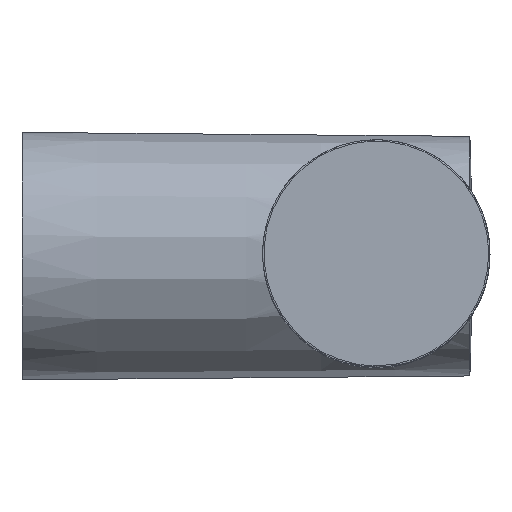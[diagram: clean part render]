
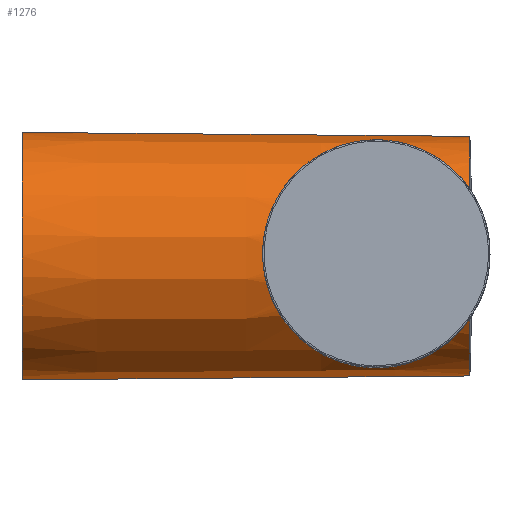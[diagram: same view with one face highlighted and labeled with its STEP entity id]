
A CAD part, top view. The second image highlights one B-rep face of the part: STEP entity #1276.
In plain terms, the highlighted conical face has half-angle 0.5 degrees and reference radius 18.5 mm.
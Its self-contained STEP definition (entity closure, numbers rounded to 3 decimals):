
#160=B_SPLINE_CURVE_WITH_KNOTS('',3,(#1884,#1885,#1886,#1887),
 .UNSPECIFIED.,.F.,.F.,(4,4),(0.025,0.034),
 .UNSPECIFIED.);
#161=B_SPLINE_CURVE_WITH_KNOTS('',3,(#1889,#1890,#1891,#1892,#1893,#1894,
#1895,#1896,#1897,#1898,#1899,#1900,#1901,#1902,#1903,#1904,#1905,#1906,
#1907),.UNSPECIFIED.,.F.,.F.,(4,1,1,1,1,1,1,1,1,1,1,1,1,1,1,1,4),(0.054,
0.057,0.06,0.063,0.065,
0.068,0.071,0.074,0.077,
0.079,0.082,0.085,0.088,
0.091,0.093,0.096,0.099),
 .UNSPECIFIED.);
#162=B_SPLINE_CURVE_WITH_KNOTS('',3,(#1909,#1910,#1911,#1912),
 .UNSPECIFIED.,.F.,.F.,(4,4),(0.037,0.046),
 .UNSPECIFIED.);
#163=B_SPLINE_CURVE_WITH_KNOTS('',3,(#1916,#1917,#1918,#1919),
 .UNSPECIFIED.,.F.,.F.,(4,4),(0.041,0.046),
 .UNSPECIFIED.);
#164=B_SPLINE_CURVE_WITH_KNOTS('',3,(#1921,#1922,#1923,#1924,#1925,#1926,
#1927,#1928,#1929,#1930,#1931,#1932,#1933,#1934,#1935,#1936,#1937,#1938,
#1939,#1940),.UNSPECIFIED.,.F.,.F.,(4,1,1,1,1,1,1,1,1,1,1,1,1,1,1,1,1,4),
(0.04,0.044,0.048,0.051,
0.055,0.059,0.063,0.065,
0.066,0.07,0.074,0.078,
0.081,0.085,0.089,0.093,
0.096,0.1),.UNSPECIFIED.);
#165=B_SPLINE_CURVE_WITH_KNOTS('',3,(#1942,#1943,#1944,#1945),
 .UNSPECIFIED.,.F.,.F.,(4,4),(0.025,0.031),
 .UNSPECIFIED.);
#262=ORIENTED_EDGE('',*,*,#521,.T.);
#263=ORIENTED_EDGE('',*,*,#522,.T.);
#264=ORIENTED_EDGE('',*,*,#523,.T.);
#265=ORIENTED_EDGE('',*,*,#524,.T.);
#266=ORIENTED_EDGE('',*,*,#525,.T.);
#267=ORIENTED_EDGE('',*,*,#526,.T.);
#268=ORIENTED_EDGE('',*,*,#527,.F.);
#269=ORIENTED_EDGE('',*,*,#528,.T.);
#270=ORIENTED_EDGE('',*,*,#529,.F.);
#521=EDGE_CURVE('',#653,#653,#779,.T.);
#522=EDGE_CURVE('',#654,#655,#780,.T.);
#523=EDGE_CURVE('',#655,#656,#160,.T.);
#524=EDGE_CURVE('',#656,#657,#161,.T.);
#525=EDGE_CURVE('',#657,#658,#162,.T.);
#526=EDGE_CURVE('',#658,#659,#781,.T.);
#527=EDGE_CURVE('',#660,#659,#163,.T.);
#528=EDGE_CURVE('',#660,#661,#164,.T.);
#529=EDGE_CURVE('',#654,#661,#165,.T.);
#653=VERTEX_POINT('',#1880);
#654=VERTEX_POINT('',#1882);
#655=VERTEX_POINT('',#1883);
#656=VERTEX_POINT('',#1888);
#657=VERTEX_POINT('',#1908);
#658=VERTEX_POINT('',#1913);
#659=VERTEX_POINT('',#1915);
#660=VERTEX_POINT('',#1920);
#661=VERTEX_POINT('',#1941);
#779=CIRCLE('',#1435,18.5);
#780=CIRCLE('',#1436,17.916);
#781=CIRCLE('',#1437,17.916);
#803=EDGE_LOOP('',(#262));
#804=EDGE_LOOP('',(#263,#264,#265,#266,#267,#268,#269,#270));
#1037=FACE_BOUND('',#803,.T.);
#1038=FACE_BOUND('',#804,.T.);
#1271=CONICAL_SURFACE('',#1434,18.5,0.009);
#1276=ADVANCED_FACE('',(#1037,#1038),#1271,.T.);
#1434=AXIS2_PLACEMENT_3D('',#1878,#1581,#1582);
#1435=AXIS2_PLACEMENT_3D('',#1879,#1583,#1584);
#1436=AXIS2_PLACEMENT_3D('',#1881,#1585,#1586);
#1437=AXIS2_PLACEMENT_3D('',#1914,#1587,#1588);
#1581=DIRECTION('',(-1.,0.,0.));
#1582=DIRECTION('',(0.,0.,-1.));
#1583=DIRECTION('',(1.,0.,0.));
#1584=DIRECTION('',(0.,0.,1.));
#1585=DIRECTION('',(-1.,0.,0.));
#1586=DIRECTION('',(0.,0.,-1.));
#1587=DIRECTION('',(-1.,0.,0.));
#1588=DIRECTION('',(0.,0.,-1.));
#1878=CARTESIAN_POINT('',(0.,0.,0.));
#1879=CARTESIAN_POINT('',(0.,0.,0.));
#1880=CARTESIAN_POINT('',(0.,0.,18.5));
#1881=CARTESIAN_POINT('',(66.975,0.,0.));
#1882=CARTESIAN_POINT('',(66.975,9.25,15.343));
#1883=CARTESIAN_POINT('',(66.975,9.25,-15.343));
#1884=CARTESIAN_POINT('',(66.975,9.25,-15.343));
#1885=CARTESIAN_POINT('',(64.042,9.25,-15.373));
#1886=CARTESIAN_POINT('',(61.11,9.25,-15.403));
#1887=CARTESIAN_POINT('',(58.177,9.25,-15.432));
#1888=CARTESIAN_POINT('',(58.177,9.25,-15.432));
#1889=CARTESIAN_POINT('',(58.177,9.25,-15.432));
#1890=CARTESIAN_POINT('',(57.38,9.696,-15.173));
#1891=CARTESIAN_POINT('',(55.675,10.383,-14.727));
#1892=CARTESIAN_POINT('',(52.843,10.727,-14.501));
#1893=CARTESIAN_POINT('',(50.026,10.301,-14.848));
#1894=CARTESIAN_POINT('',(47.503,9.199,-15.6));
#1895=CARTESIAN_POINT('',(45.366,7.516,-16.516));
#1896=CARTESIAN_POINT('',(43.729,5.373,-17.362));
#1897=CARTESIAN_POINT('',(42.652,2.814,-17.979));
#1898=CARTESIAN_POINT('',(42.273,-0.007,-18.206));
#1899=CARTESIAN_POINT('',(42.656,-2.827,-17.977));
#1900=CARTESIAN_POINT('',(43.739,-5.394,-17.356));
#1901=CARTESIAN_POINT('',(45.397,-7.546,-16.501));
#1902=CARTESIAN_POINT('',(47.509,-9.2,-15.599));
#1903=CARTESIAN_POINT('',(50.03,-10.303,-14.847));
#1904=CARTESIAN_POINT('',(52.837,-10.726,-14.502));
#1905=CARTESIAN_POINT('',(55.667,-10.387,-14.725));
#1906=CARTESIAN_POINT('',(57.387,-9.692,-15.176));
#1907=CARTESIAN_POINT('',(58.177,-9.25,-15.432));
#1908=CARTESIAN_POINT('',(58.177,-9.25,-15.432));
#1909=CARTESIAN_POINT('',(58.177,-9.25,-15.432));
#1910=CARTESIAN_POINT('',(61.11,-9.25,-15.403));
#1911=CARTESIAN_POINT('',(64.042,-9.25,-15.373));
#1912=CARTESIAN_POINT('',(66.975,-9.25,-15.343));
#1913=CARTESIAN_POINT('',(66.975,-9.25,-15.343));
#1914=CARTESIAN_POINT('',(66.975,0.,0.));
#1915=CARTESIAN_POINT('',(66.975,-9.25,15.343));
#1916=CARTESIAN_POINT('',(61.408,-9.25,15.4));
#1917=CARTESIAN_POINT('',(63.264,-9.25,15.381));
#1918=CARTESIAN_POINT('',(65.119,-9.25,15.362));
#1919=CARTESIAN_POINT('',(66.975,-9.25,15.343));
#1920=CARTESIAN_POINT('',(61.408,-9.25,15.4));
#1921=CARTESIAN_POINT('',(61.408,-9.25,15.4));
#1922=CARTESIAN_POINT('',(60.55,-10.029,14.94));
#1923=CARTESIAN_POINT('',(58.612,-11.357,14.));
#1924=CARTESIAN_POINT('',(55.129,-12.509,12.975));
#1925=CARTESIAN_POINT('',(51.287,-12.574,12.957));
#1926=CARTESIAN_POINT('',(47.762,-11.533,13.973));
#1927=CARTESIAN_POINT('',(44.807,-9.653,15.401));
#1928=CARTESIAN_POINT('',(42.849,-7.457,16.581));
#1929=CARTESIAN_POINT('',(41.684,-5.411,17.338));
#1930=CARTESIAN_POINT('',(40.786,-3.126,17.944));
#1931=CARTESIAN_POINT('',(40.309,-0.004,18.282));
#1932=CARTESIAN_POINT('',(40.884,3.751,17.876));
#1933=CARTESIAN_POINT('',(42.469,7.043,16.81));
#1934=CARTESIAN_POINT('',(44.831,9.67,15.389));
#1935=CARTESIAN_POINT('',(47.771,11.537,13.969));
#1936=CARTESIAN_POINT('',(51.307,12.575,12.955));
#1937=CARTESIAN_POINT('',(55.127,12.51,12.974));
#1938=CARTESIAN_POINT('',(58.636,11.344,14.009));
#1939=CARTESIAN_POINT('',(60.542,10.036,14.936));
#1940=CARTESIAN_POINT('',(61.408,9.25,15.4));
#1941=CARTESIAN_POINT('',(61.408,9.25,15.4));
#1942=CARTESIAN_POINT('',(66.975,9.25,15.343));
#1943=CARTESIAN_POINT('',(65.119,9.25,15.362));
#1944=CARTESIAN_POINT('',(63.264,9.25,15.381));
#1945=CARTESIAN_POINT('',(61.408,9.25,15.4));
